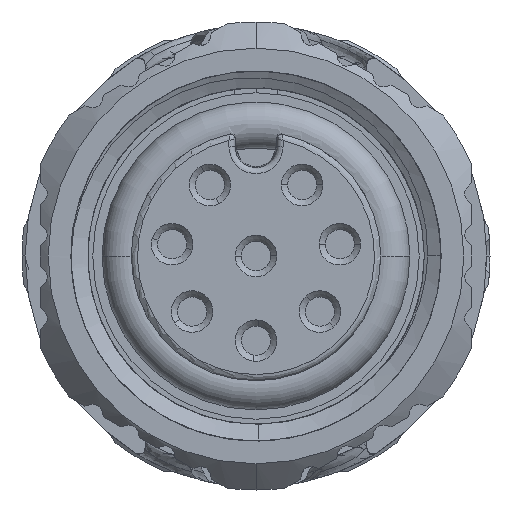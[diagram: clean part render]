
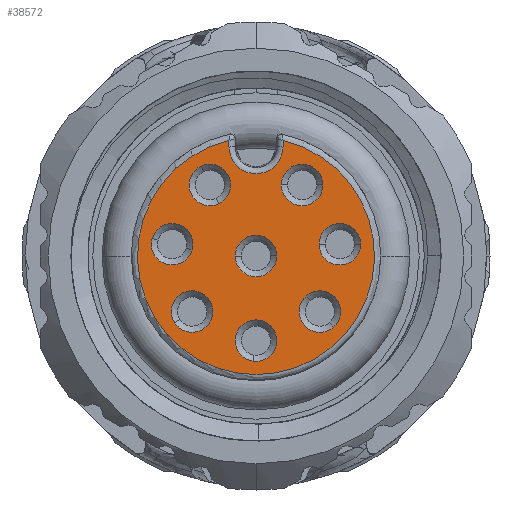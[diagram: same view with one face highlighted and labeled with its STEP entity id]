
A CAD part, front view. The second image highlights one B-rep face of the part: STEP entity #38572.
In plain terms, the highlighted planar face has unit normal (0, -1, 0).
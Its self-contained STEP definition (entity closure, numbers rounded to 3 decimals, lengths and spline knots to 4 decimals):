
#14726=CARTESIAN_POINT('',(0.8772,-181.7,
3.7487));
#14761=CARTESIAN_POINT('',(0.,-181.7,0.));
#14762=DIRECTION('',(0.,1.,0.));
#14763=DIRECTION('',(0.228,0.,0.974));
#14764=AXIS2_PLACEMENT_3D('',#14761,#14762,#14763);
#14766=CARTESIAN_POINT('',(0.,-181.7,3.55));
#14767=DIRECTION('',(0.,-1.,0.));
#14768=DIRECTION('',(-1.,0.,0.));
#14769=AXIS2_PLACEMENT_3D('',#14766,#14767,#14768);
#14775=DIRECTION('',(0.,0.,1.));
#14776=VECTOR('',#14775,0.1987);
#14777=CARTESIAN_POINT('',(-0.8772,-181.7,3.55));
#14778=LINE('',#14777,#14776);
#14799=DIRECTION('',(0.,0.,-1.));
#14800=VECTOR('',#14799,0.1987);
#14801=CARTESIAN_POINT('',(0.8772,-181.7,
3.7487));
#14802=LINE('',#14801,#14800);
#14824=CARTESIAN_POINT('',(0.,-181.7,-2.75));
#14825=DIRECTION('',(0.,1.,0.));
#14826=DIRECTION('',(-0.139,0.,-0.99));
#14827=AXIS2_PLACEMENT_3D('',#14824,#14825,#14826);
#14833=CARTESIAN_POINT('',(0.,-181.7,-2.75));
#14834=DIRECTION('',(0.,1.,0.));
#14835=DIRECTION('',(0.139,0.,0.99));
#14836=AXIS2_PLACEMENT_3D('',#14833,#14834,#14835);
#14898=CARTESIAN_POINT('',(-2.0755,-181.7,-1.8042));
#14899=DIRECTION('',(0.,1.,0.));
#14900=DIRECTION('',(-0.839,0.,-0.545));
#14901=AXIS2_PLACEMENT_3D('',#14898,#14899,#14900);
#14907=CARTESIAN_POINT('',(-2.0755,-181.7,-1.8042));
#14908=DIRECTION('',(0.,1.,0.));
#14909=DIRECTION('',(0.839,0.,0.545));
#14910=AXIS2_PLACEMENT_3D('',#14907,#14908,#14909);
#14972=CARTESIAN_POINT('',(-2.7232,-181.7,0.3827));
#14973=DIRECTION('',(0.,1.,0.));
#14974=DIRECTION('',(-0.961,0.,0.276));
#14975=AXIS2_PLACEMENT_3D('',#14972,#14973,#14974);
#14981=CARTESIAN_POINT('',(-2.7232,-181.7,0.3827));
#14982=DIRECTION('',(0.,1.,0.));
#14983=DIRECTION('',(0.961,0.,-0.276));
#14984=AXIS2_PLACEMENT_3D('',#14981,#14982,#14983);
#15046=CARTESIAN_POINT('',(-1.4978,-181.7,2.3063));
#15047=DIRECTION('',(0.,1.,0.));
#15048=DIRECTION('',(-0.423,0.,0.906));
#15049=AXIS2_PLACEMENT_3D('',#15046,#15047,#15048);
#15055=CARTESIAN_POINT('',(-1.4978,-181.7,2.3063));
#15056=DIRECTION('',(0.,1.,0.));
#15057=DIRECTION('',(0.423,0.,-0.906));
#15058=AXIS2_PLACEMENT_3D('',#15055,#15056,#15057);
#15120=CARTESIAN_POINT('',(0.,-181.7,0.));
#15121=DIRECTION('',(0.,1.,0.));
#15122=DIRECTION('',(-1.,0.,0.));
#15123=AXIS2_PLACEMENT_3D('',#15120,#15121,#15122);
#15129=CARTESIAN_POINT('',(0.,-181.7,0.));
#15130=DIRECTION('',(0.,1.,0.));
#15131=DIRECTION('',(1.,0.,0.));
#15132=AXIS2_PLACEMENT_3D('',#15129,#15130,#15131);
#15194=CARTESIAN_POINT('',(2.7232,-181.7,0.3827));
#15195=DIRECTION('',(0.,1.,0.));
#15196=DIRECTION('',(1.,0.,0.));
#15197=AXIS2_PLACEMENT_3D('',#15194,#15195,#15196);
#15203=CARTESIAN_POINT('',(2.7232,-181.7,0.3827));
#15204=DIRECTION('',(0.,1.,0.));
#15205=DIRECTION('',(-1.,0.,0.));
#15206=AXIS2_PLACEMENT_3D('',#15203,#15204,#15205);
#15268=CARTESIAN_POINT('',(1.4978,-181.7,2.3063));
#15269=DIRECTION('',(0.,1.,0.));
#15270=DIRECTION('',(-1.,0.,0.));
#15271=AXIS2_PLACEMENT_3D('',#15268,#15269,#15270);
#15277=CARTESIAN_POINT('',(1.4978,-181.7,2.3063));
#15278=DIRECTION('',(0.,1.,0.));
#15279=DIRECTION('',(1.,0.,0.));
#15280=AXIS2_PLACEMENT_3D('',#15277,#15278,#15279);
#15342=CARTESIAN_POINT('',(2.0755,-181.7,-1.8042));
#15343=DIRECTION('',(0.,1.,0.));
#15344=DIRECTION('',(-0.656,0.,0.755));
#15345=AXIS2_PLACEMENT_3D('',#15342,#15343,#15344);
#15356=CARTESIAN_POINT('',(2.0755,-181.7,-1.8042));
#15357=DIRECTION('',(0.,1.,0.));
#15358=DIRECTION('',(0.656,0.,-0.755));
#15359=AXIS2_PLACEMENT_3D('',#15356,#15357,#15358);
#17357=VERTEX_POINT('',#14726);
#17358=CARTESIAN_POINT('',(-0.8772,-181.7,3.7487));
#17359=VERTEX_POINT('',#17358);
#17360=CARTESIAN_POINT('',(-0.8772,-181.7,3.55));
#17361=VERTEX_POINT('',#17360);
#17362=CARTESIAN_POINT('',(0.8772,-181.7,3.55));
#17363=VERTEX_POINT('',#17362);
#17365=CARTESIAN_POINT('',(2.5183,-181.7,-2.3136));
#17367=VERTEX_POINT('',#17365);
#17369=CARTESIAN_POINT('',(1.6326,-181.7,-1.2947));
#17371=VERTEX_POINT('',#17369);
#17472=CARTESIAN_POINT('',(2.1728,-181.7,2.3063));
#17473=VERTEX_POINT('',#17472);
#17474=CARTESIAN_POINT('',(0.8228,-181.7,2.3063));
#17475=VERTEX_POINT('',#17474);
#17480=CARTESIAN_POINT('',(3.3982,-181.7,0.3827));
#17481=VERTEX_POINT('',#17480);
#17482=CARTESIAN_POINT('',(2.0482,-181.7,0.3827));
#17483=VERTEX_POINT('',#17482);
#17488=CARTESIAN_POINT('',(-0.0939,-181.7,-3.4184));
#17489=VERTEX_POINT('',#17488);
#17490=CARTESIAN_POINT('',(0.0939,-181.7,-2.0816));
#17491=VERTEX_POINT('',#17490);
#17496=CARTESIAN_POINT('',(-2.6416,-181.7,-2.1718));
#17497=VERTEX_POINT('',#17496);
#17498=CARTESIAN_POINT('',(-1.5093,-181.7,-1.4365));
#17499=VERTEX_POINT('',#17498);
#17504=CARTESIAN_POINT('',(-3.3721,-181.7,0.5688));
#17505=VERTEX_POINT('',#17504);
#17506=CARTESIAN_POINT('',(-2.0744,-181.7,0.1967));
#17507=VERTEX_POINT('',#17506);
#17512=CARTESIAN_POINT('',(-1.783,-181.7,2.9181));
#17513=VERTEX_POINT('',#17512);
#17514=CARTESIAN_POINT('',(-1.2125,-181.7,1.6946));
#17515=VERTEX_POINT('',#17514);
#17520=CARTESIAN_POINT('',(0.675,-181.7,0.));
#17521=VERTEX_POINT('',#17520);
#17522=CARTESIAN_POINT('',(-0.675,-181.7,0.));
#17523=VERTEX_POINT('',#17522);
#38510=CARTESIAN_POINT('',(0.,-181.7,0.));
#38511=DIRECTION('',(0.,-1.,0.));
#38512=DIRECTION('',(1.,0.,0.));
#38513=AXIS2_PLACEMENT_3D('',#38510,#38511,#38512);
#38514=PLANE('',#38513);
#38515=ORIENTED_EDGE('',*,*,#38497,.T.);
#38517=ORIENTED_EDGE('',*,*,#38516,.F.);
#38519=ORIENTED_EDGE('',*,*,#38518,.T.);
#38521=ORIENTED_EDGE('',*,*,#38520,.F.);
#38522=EDGE_LOOP('',(#38515,#38517,#38519,#38521));
#38523=FACE_OUTER_BOUND('',#38522,.F.);
#38525=ORIENTED_EDGE('',*,*,#38524,.F.);
#38527=ORIENTED_EDGE('',*,*,#38526,.F.);
#38528=EDGE_LOOP('',(#38525,#38527));
#38529=FACE_BOUND('',#38528,.F.);
#38531=ORIENTED_EDGE('',*,*,#38530,.F.);
#38533=ORIENTED_EDGE('',*,*,#38532,.F.);
#38534=EDGE_LOOP('',(#38531,#38533));
#38535=FACE_BOUND('',#38534,.F.);
#38537=ORIENTED_EDGE('',*,*,#38536,.F.);
#38539=ORIENTED_EDGE('',*,*,#38538,.F.);
#38540=EDGE_LOOP('',(#38537,#38539));
#38541=FACE_BOUND('',#38540,.F.);
#38543=ORIENTED_EDGE('',*,*,#38542,.F.);
#38545=ORIENTED_EDGE('',*,*,#38544,.F.);
#38546=EDGE_LOOP('',(#38543,#38545));
#38547=FACE_BOUND('',#38546,.F.);
#38549=ORIENTED_EDGE('',*,*,#38548,.F.);
#38551=ORIENTED_EDGE('',*,*,#38550,.F.);
#38552=EDGE_LOOP('',(#38549,#38551));
#38553=FACE_BOUND('',#38552,.F.);
#38555=ORIENTED_EDGE('',*,*,#38554,.F.);
#38557=ORIENTED_EDGE('',*,*,#38556,.F.);
#38558=EDGE_LOOP('',(#38555,#38557));
#38559=FACE_BOUND('',#38558,.F.);
#38561=ORIENTED_EDGE('',*,*,#38560,.F.);
#38563=ORIENTED_EDGE('',*,*,#38562,.F.);
#38564=EDGE_LOOP('',(#38561,#38563));
#38565=FACE_BOUND('',#38564,.F.);
#38567=ORIENTED_EDGE('',*,*,#38566,.F.);
#38569=ORIENTED_EDGE('',*,*,#38568,.F.);
#38570=EDGE_LOOP('',(#38567,#38569));
#38571=FACE_BOUND('',#38570,.F.);
#38572=ADVANCED_FACE('',(#38523,#38529,#38535,#38541,#38547,#38553,#38559,
#38565,#38571),#38514,.T.);
#14765=CIRCLE('',#14764,3.85);
#14770=CIRCLE('',#14769,0.8772);
#14828=CIRCLE('',#14827,0.675);
#14837=CIRCLE('',#14836,0.675);
#14902=CIRCLE('',#14901,0.675);
#14911=CIRCLE('',#14910,0.675);
#14976=CIRCLE('',#14975,0.675);
#14985=CIRCLE('',#14984,0.675);
#15050=CIRCLE('',#15049,0.675);
#15059=CIRCLE('',#15058,0.675);
#15124=CIRCLE('',#15123,0.675);
#15133=CIRCLE('',#15132,0.675);
#15198=CIRCLE('',#15197,0.675);
#15207=CIRCLE('',#15206,0.675);
#15272=CIRCLE('',#15271,0.675);
#15281=CIRCLE('',#15280,0.675);
#15346=CIRCLE('',#15345,0.675);
#15360=CIRCLE('',#15359,0.675);
#38497=EDGE_CURVE('',#17357,#17359,#14765,.T.);
#38516=EDGE_CURVE('',#17361,#17359,#14778,.T.);
#38518=EDGE_CURVE('',#17361,#17363,#14770,.T.);
#38520=EDGE_CURVE('',#17357,#17363,#14802,.T.);
#38524=EDGE_CURVE('',#17489,#17491,#14828,.T.);
#38526=EDGE_CURVE('',#17491,#17489,#14837,.T.);
#38530=EDGE_CURVE('',#17497,#17499,#14902,.T.);
#38532=EDGE_CURVE('',#17499,#17497,#14911,.T.);
#38536=EDGE_CURVE('',#17505,#17507,#14976,.T.);
#38538=EDGE_CURVE('',#17507,#17505,#14985,.T.);
#38542=EDGE_CURVE('',#17513,#17515,#15050,.T.);
#38544=EDGE_CURVE('',#17515,#17513,#15059,.T.);
#38548=EDGE_CURVE('',#17523,#17521,#15124,.T.);
#38550=EDGE_CURVE('',#17521,#17523,#15133,.T.);
#38554=EDGE_CURVE('',#17481,#17483,#15198,.T.);
#38556=EDGE_CURVE('',#17483,#17481,#15207,.T.);
#38560=EDGE_CURVE('',#17475,#17473,#15272,.T.);
#38562=EDGE_CURVE('',#17473,#17475,#15281,.T.);
#38566=EDGE_CURVE('',#17371,#17367,#15346,.T.);
#38568=EDGE_CURVE('',#17367,#17371,#15360,.T.);
